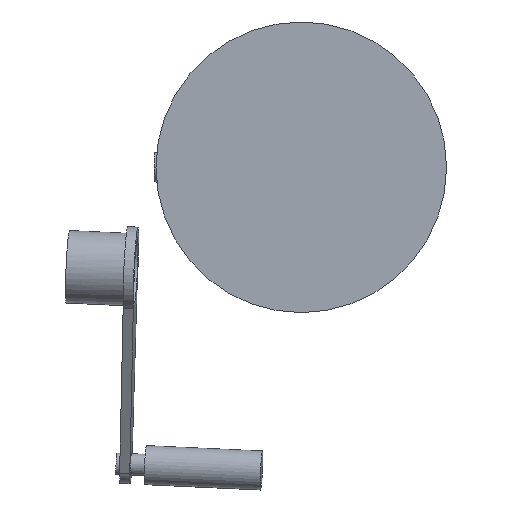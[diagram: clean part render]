
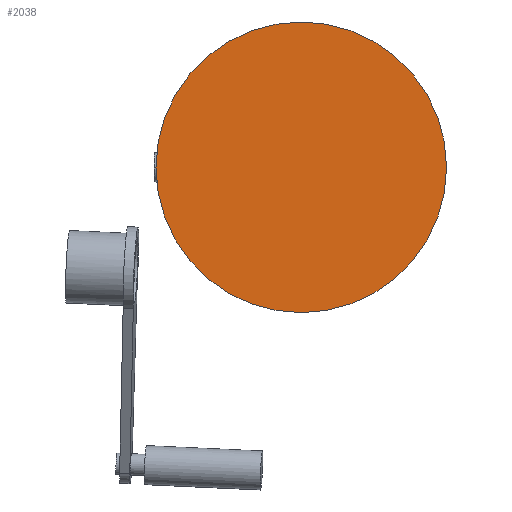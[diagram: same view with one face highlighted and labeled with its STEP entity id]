
A CAD part, front view. The second image highlights one B-rep face of the part: STEP entity #2038.
In plain terms, the highlighted planar face has unit normal (0, -1, 0).
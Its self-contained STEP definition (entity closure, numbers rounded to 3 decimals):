
#172=CIRCLE('',#2370,100.);
#318=FACE_OUTER_BOUND('',#461,.T.);
#461=EDGE_LOOP('',(#1449));
#950=VERTEX_POINT('',#3329);
#1144=EDGE_CURVE('',#950,#950,#172,.T.);
#1449=ORIENTED_EDGE('',*,*,#1144,.T.);
#1951=PLANE('',#2371);
#2038=ADVANCED_FACE('',(#318),#1951,.F.);
#2370=AXIS2_PLACEMENT_3D('',#3330,#2671,#2672);
#2371=AXIS2_PLACEMENT_3D('',#3331,#2673,#2674);
#2671=DIRECTION('center_axis',(0.,-1.,0.));
#2672=DIRECTION('ref_axis',(1.,0.,0.));
#2673=DIRECTION('center_axis',(0.,1.,0.));
#2674=DIRECTION('ref_axis',(0.,0.,1.));
#3329=CARTESIAN_POINT('',(-100.,0.,0.));
#3330=CARTESIAN_POINT('Origin',(0.,0.,0.));
#3331=CARTESIAN_POINT('Origin',(0.,0.,0.));
